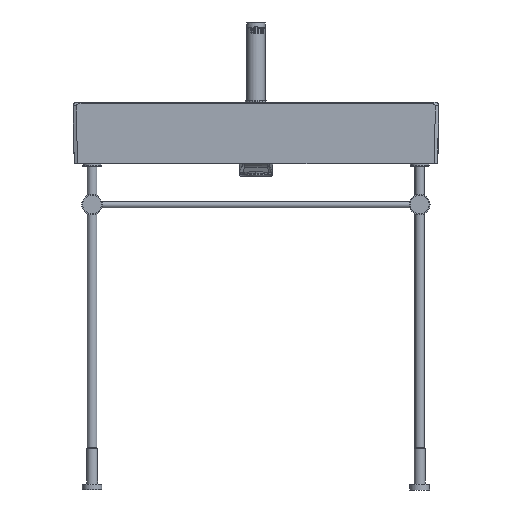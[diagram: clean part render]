
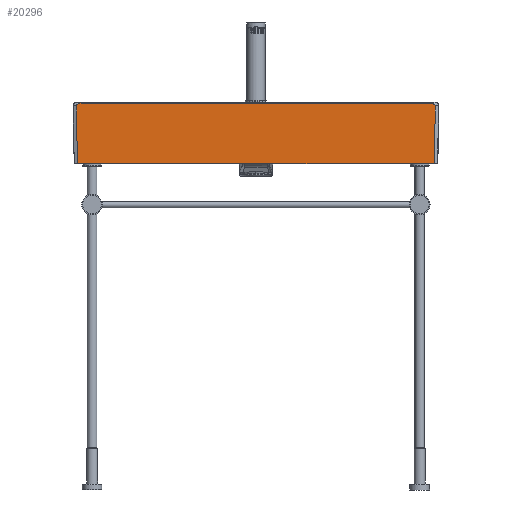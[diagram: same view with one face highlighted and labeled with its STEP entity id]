
A CAD part, left-side view. The second image highlights one B-rep face of the part: STEP entity #20296.
In plain terms, the highlighted planar face has unit normal (-1, 0.001, 0).
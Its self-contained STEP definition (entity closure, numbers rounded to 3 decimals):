
#11790=CARTESIAN_POINT('',(0.,-390.998,-135.));
#11791=VERTEX_POINT('',#11790);
#11798=CARTESIAN_POINT('',(0.,0.,-135.0));
#11799=VERTEX_POINT('',#11798);
#11800=CARTESIAN_POINT('',(0.,0.,-135.0));
#11801=DIRECTION('',(0.0,-1.0,0.0));
#11802=VECTOR('',#11801,390.998);
#11803=LINE('',#11800,#11802);
#11804=EDGE_CURVE('',#11799,#11791,#11803,.T.);
#11850=CARTESIAN_POINT('',(0.,390.998,-135.));
#11851=VERTEX_POINT('',#11850);
#11852=CARTESIAN_POINT('',(0.,0.,-135.));
#11853=DIRECTION('',(0.0,1.0,0.0));
#11854=VECTOR('',#11853,390.998);
#11855=LINE('',#11852,#11854);
#11856=EDGE_CURVE('',#11799,#11851,#11855,.T.);
#20196=CARTESIAN_POINT('',(0.,-392.928,-8.481));
#20197=VERTEX_POINT('',#20196);
#20198=CARTESIAN_POINT('',(0.,9599.675,80.629));
#20199=DIRECTION('',(1.0,0.0,0.));
#20200=DIRECTION('',(0.0,1.0,0.0));
#20201=AXIS2_PLACEMENT_3D('',#20198,#20199,#20200);
#20202=CIRCLE('',#20201,9993.);
#20203=EDGE_CURVE('',#20197,#11791,#20202,.T.);
#20237=CARTESIAN_POINT('',(0.,-450.0,0.0));
#20238=DIRECTION('',(1.0,0.0,0.0));
#20239=DIRECTION('',(0.0,0.0,-1.0));
#20240=AXIS2_PLACEMENT_3D('',#20237,#20238,#20239);
#20241=PLANE('',#20240);
#20242=CARTESIAN_POINT('',(0.,-383.12,-3.));
#20243=VERTEX_POINT('',#20242);
#20244=CARTESIAN_POINT('',(0.,-392.928,-8.481));
#20245=CARTESIAN_POINT('',(0.,-392.932,-7.984));
#20246=CARTESIAN_POINT('',(0.,-392.863,-7.494));
#20247=CARTESIAN_POINT('',(0.,-392.542,-6.55));
#20248=CARTESIAN_POINT('',(0.0,-392.298,-6.121));
#20249=CARTESIAN_POINT('',(0.0,-391.542,-5.2));
#20250=CARTESIAN_POINT('',(0.,-390.985,-4.775));
#20251=CARTESIAN_POINT('',(0.,-389.524,-3.958));
#20252=CARTESIAN_POINT('',(0.,-388.547,-3.64));
#20253=CARTESIAN_POINT('',(0.,-386.149,-3.112));
#20254=CARTESIAN_POINT('',(0.,-384.597,-3.));
#20255=CARTESIAN_POINT('',(0.,-383.12,-3.));
#20256=B_SPLINE_CURVE_WITH_KNOTS('',3,(#20244,#20245,#20246,#20247,#20248,#20249,#20250,#20251,#20252,#20253,#20254,#20255),.UNSPECIFIED.,.F.,.U.,(4,2,2,2,2,4),(-1.247,-1.098,-0.947,-0.738,-0.443,0.),.UNSPECIFIED.);
#20257=EDGE_CURVE('',#20243,#20197,#20256,.F.);
#20258=ORIENTED_EDGE('',*,*,#20257,.F.);
#20259=CARTESIAN_POINT('',(0.,383.12,-3.));
#20260=VERTEX_POINT('',#20259);
#20261=CARTESIAN_POINT('',(0.,-383.12,-3.));
#20262=DIRECTION('',(0.0,1.0,0.0));
#20263=VECTOR('',#20262,766.241);
#20264=LINE('',#20261,#20263);
#20265=EDGE_CURVE('',#20260,#20243,#20264,.F.);
#20266=ORIENTED_EDGE('',*,*,#20265,.F.);
#20267=CARTESIAN_POINT('',(0.,392.928,-8.481));
#20268=VERTEX_POINT('',#20267);
#20269=CARTESIAN_POINT('',(0.,392.928,-8.481));
#20270=CARTESIAN_POINT('',(0.,392.932,-7.984));
#20271=CARTESIAN_POINT('',(0.,392.863,-7.494));
#20272=CARTESIAN_POINT('',(0.,392.542,-6.55));
#20273=CARTESIAN_POINT('',(0.,392.298,-6.121));
#20274=CARTESIAN_POINT('',(0.,391.542,-5.2));
#20275=CARTESIAN_POINT('',(0.,390.985,-4.775));
#20276=CARTESIAN_POINT('',(0.,389.524,-3.958));
#20277=CARTESIAN_POINT('',(0.0,388.547,-3.64));
#20278=CARTESIAN_POINT('',(0.0,386.149,-3.112));
#20279=CARTESIAN_POINT('',(0.,384.597,-3.));
#20280=CARTESIAN_POINT('',(0.,383.12,-3.));
#20281=B_SPLINE_CURVE_WITH_KNOTS('',3,(#20269,#20270,#20271,#20272,#20273,#20274,#20275,#20276,#20277,#20278,#20279,#20280),.UNSPECIFIED.,.F.,.U.,(4,2,2,2,2,4),(-1.247,-1.098,-0.947,-0.738,-0.443,0.),.UNSPECIFIED.);
#20282=EDGE_CURVE('',#20268,#20260,#20281,.T.);
#20283=ORIENTED_EDGE('',*,*,#20282,.F.);
#20284=CARTESIAN_POINT('',(0.,-9599.675,80.629));
#20285=DIRECTION('',(1.0,0.0,0.0));
#20286=DIRECTION('',(0.0,1.0,0.0));
#20287=AXIS2_PLACEMENT_3D('',#20284,#20285,#20286);
#20288=CIRCLE('',#20287,9993.);
#20289=EDGE_CURVE('',#20268,#11851,#20288,.F.);
#20290=ORIENTED_EDGE('',*,*,#20289,.T.);
#20291=ORIENTED_EDGE('',*,*,#11856,.F.);
#20292=ORIENTED_EDGE('',*,*,#11804,.T.);
#20293=ORIENTED_EDGE('',*,*,#20203,.F.);
#20294=EDGE_LOOP('',(#20258,#20266,#20283,#20290,#20291,#20292,#20293));
#20295=FACE_OUTER_BOUND('',#20294,.T.);
#20296=ADVANCED_FACE('',(#20295),#20241,.F.);
